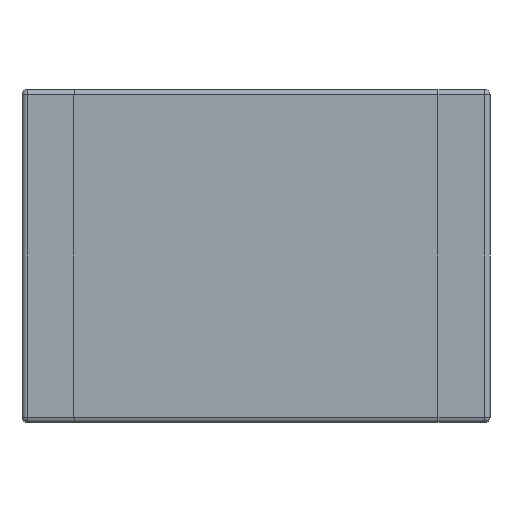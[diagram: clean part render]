
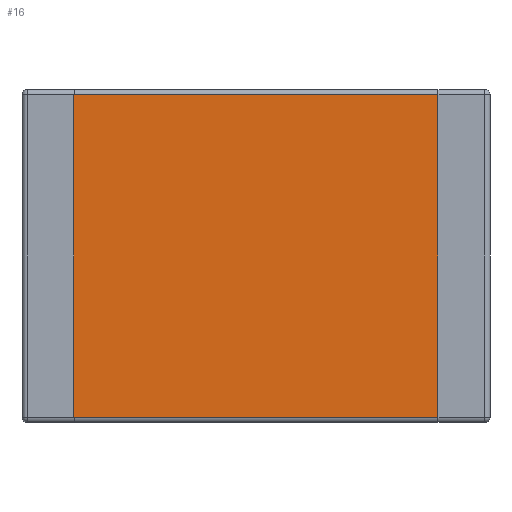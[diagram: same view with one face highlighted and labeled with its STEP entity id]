
A CAD part, front view. The second image highlights one B-rep face of the part: STEP entity #16.
In plain terms, the highlighted planar face has unit normal (0, -1, 0).
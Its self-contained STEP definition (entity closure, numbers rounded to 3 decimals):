
#16 = ADVANCED_FACE ( 'NONE', ( #341 ), #383, .T. ) ;
#17 = EDGE_LOOP ( 'NONE', ( #1659, #1664, #1663, #1660 ) ) ;
#67 = EDGE_CURVE ( 'NONE', #287, #68, #520, .T. ) ;
#68 = VERTEX_POINT ( 'NONE', #516 ) ;
#262 = VERTEX_POINT ( 'NONE', #1259 ) ;
#276 = VERTEX_POINT ( 'NONE', #1318 ) ;
#287 = VERTEX_POINT ( 'NONE', #1307 ) ;
#294 = EDGE_CURVE ( 'NONE', #262, #276, #1340, .T. ) ;
#341 = FACE_OUTER_BOUND ( 'NONE', #17, .T. ) ;
#379 = DIRECTION ( 'NONE',  ( 0., 0., -1. ) ) ;
#380 = DIRECTION ( 'NONE',  ( 0., -1., 0. ) ) ;
#381 = CARTESIAN_POINT ( 'NONE',  ( 2.25, 0., -1.6 ) ) ;
#382 = AXIS2_PLACEMENT_3D ( 'NONE', #381, #380, #379 ) ;
#383 = PLANE ( 'NONE',  #382 ) ;
#516 = CARTESIAN_POINT ( 'NONE',  ( 1.75, 0., -1.55 ) ) ;
#517 = DIRECTION ( 'NONE',  ( 0., 0., -1. ) ) ;
#518 = VECTOR ( 'NONE', #517, 1000. ) ;
#519 = CARTESIAN_POINT ( 'NONE',  ( 1.75, 0., -1.6 ) ) ;
#520 = LINE ( 'NONE', #519, #518 ) ;
#1259 = CARTESIAN_POINT ( 'NONE',  ( -1.75, 0., -1.55 ) ) ;
#1307 = CARTESIAN_POINT ( 'NONE',  ( 1.75, 0., 1.55 ) ) ;
#1318 = CARTESIAN_POINT ( 'NONE',  ( -1.75, 0., 1.55 ) ) ;
#1337 = DIRECTION ( 'NONE',  ( 0., 0., 1. ) ) ;
#1338 = VECTOR ( 'NONE', #1337, 1000. ) ;
#1339 = CARTESIAN_POINT ( 'NONE',  ( -1.75, 0., -1.6 ) ) ;
#1340 = LINE ( 'NONE', #1339, #1338 ) ;
#1530 = DIRECTION ( 'NONE',  ( 1., 0., 0. ) ) ;
#1531 = VECTOR ( 'NONE', #1530, 1000. ) ;
#1532 = CARTESIAN_POINT ( 'NONE',  ( 2.25, 0., -1.55 ) ) ;
#1533 = LINE ( 'NONE', #1532, #1531 ) ;
#1564 = DIRECTION ( 'NONE',  ( -1., 0., 0. ) ) ;
#1565 = VECTOR ( 'NONE', #1564, 1000. ) ;
#1566 = CARTESIAN_POINT ( 'NONE',  ( -2.25, 0., 1.55 ) ) ;
#1567 = LINE ( 'NONE', #1566, #1565 ) ;
#1659 = ORIENTED_EDGE ( 'NONE', *, *, #294, .F. ) ;
#1660 = ORIENTED_EDGE ( 'NONE', *, *, #1668, .T. ) ;
#1663 = ORIENTED_EDGE ( 'NONE', *, *, #67, .F. ) ;
#1664 = ORIENTED_EDGE ( 'NONE', *, *, #1666, .T. ) ;
#1666 = EDGE_CURVE ( 'NONE', #262, #68, #1533, .T. ) ;
#1668 = EDGE_CURVE ( 'NONE', #287, #276, #1567, .T. ) ;
